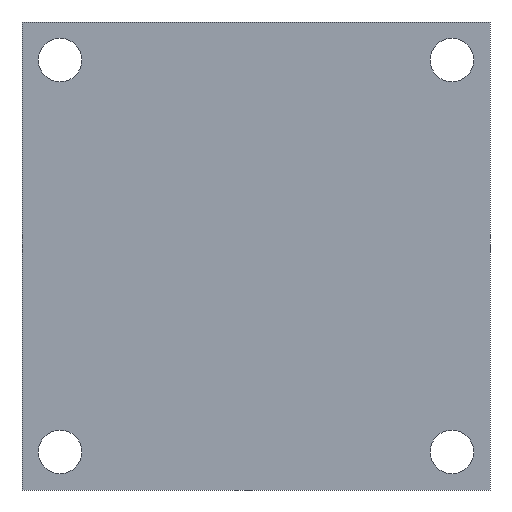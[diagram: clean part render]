
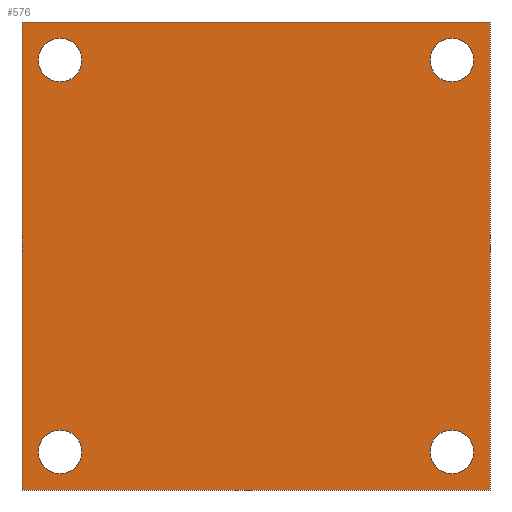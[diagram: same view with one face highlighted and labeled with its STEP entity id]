
A CAD part, left-side view. The second image highlights one B-rep face of the part: STEP entity #576.
In plain terms, the highlighted planar face has unit normal (-1, 0, 0).
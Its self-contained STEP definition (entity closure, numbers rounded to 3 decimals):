
#1=CARTESIAN_POINT('',(0.,18.,18.));
#2=DIRECTION('',(-1.,0.,0.));
#3=DIRECTION('',(0.,-1.,0.));
#4=AXIS2_PLACEMENT_3D('',#1,#2,#3);
#6=CARTESIAN_POINT('',(0.,18.,18.));
#7=DIRECTION('',(-1.,0.,0.));
#8=DIRECTION('',(0.,1.,0.));
#9=AXIS2_PLACEMENT_3D('',#6,#7,#8);
#11=CARTESIAN_POINT('',(0.,-18.,18.));
#12=DIRECTION('',(-1.,0.,0.));
#13=DIRECTION('',(0.,-1.,0.));
#14=AXIS2_PLACEMENT_3D('',#11,#12,#13);
#16=CARTESIAN_POINT('',(0.,-18.,18.));
#17=DIRECTION('',(-1.,0.,0.));
#18=DIRECTION('',(0.,1.,0.));
#19=AXIS2_PLACEMENT_3D('',#16,#17,#18);
#21=CARTESIAN_POINT('',(0.,-18.,-18.));
#22=DIRECTION('',(-1.,0.,0.));
#23=DIRECTION('',(0.,-1.,0.));
#24=AXIS2_PLACEMENT_3D('',#21,#22,#23);
#26=CARTESIAN_POINT('',(0.,-18.,-18.));
#27=DIRECTION('',(-1.,0.,0.));
#28=DIRECTION('',(0.,1.,0.));
#29=AXIS2_PLACEMENT_3D('',#26,#27,#28);
#31=CARTESIAN_POINT('',(0.,18.,-18.));
#32=DIRECTION('',(-1.,0.,0.));
#33=DIRECTION('',(0.,-1.,0.));
#34=AXIS2_PLACEMENT_3D('',#31,#32,#33);
#36=CARTESIAN_POINT('',(0.,18.,-18.));
#37=DIRECTION('',(-1.,0.,0.));
#38=DIRECTION('',(0.,1.,0.));
#39=AXIS2_PLACEMENT_3D('',#36,#37,#38);
#41=DIRECTION('',(0.,0.,-1.));
#42=VECTOR('',#41,43.);
#43=CARTESIAN_POINT('',(0.,-21.5,21.5));
#44=LINE('',#43,#42);
#45=DIRECTION('',(0.,1.,0.));
#46=VECTOR('',#45,43.);
#47=CARTESIAN_POINT('',(0.,-21.5,-21.5));
#48=LINE('',#47,#46);
#49=DIRECTION('',(0.,0.,1.));
#50=VECTOR('',#49,43.);
#51=CARTESIAN_POINT('',(0.,21.5,-21.5));
#52=LINE('',#51,#50);
#53=DIRECTION('',(0.,-1.,0.));
#54=VECTOR('',#53,43.);
#55=CARTESIAN_POINT('',(0.,21.5,21.5));
#56=LINE('',#55,#54);
#409=CARTESIAN_POINT('',(0.,-21.5,21.5));
#410=CARTESIAN_POINT('',(0.,-21.5,-21.5));
#411=VERTEX_POINT('',#409);
#412=VERTEX_POINT('',#410);
#413=CARTESIAN_POINT('',(0.,21.5,-21.5));
#414=VERTEX_POINT('',#413);
#415=CARTESIAN_POINT('',(0.,21.5,21.5));
#416=VERTEX_POINT('',#415);
#425=CARTESIAN_POINT('',(0.,16.,18.));
#426=CARTESIAN_POINT('',(0.,20.,18.));
#427=VERTEX_POINT('',#425);
#428=VERTEX_POINT('',#426);
#429=CARTESIAN_POINT('',(0.,-20.,18.));
#430=CARTESIAN_POINT('',(0.,-16.,18.));
#431=VERTEX_POINT('',#429);
#432=VERTEX_POINT('',#430);
#433=CARTESIAN_POINT('',(0.,-20.,-18.));
#434=CARTESIAN_POINT('',(0.,-16.,-18.));
#435=VERTEX_POINT('',#433);
#436=VERTEX_POINT('',#434);
#437=CARTESIAN_POINT('',(0.,16.,-18.));
#438=CARTESIAN_POINT('',(0.,20.,-18.));
#439=VERTEX_POINT('',#437);
#440=VERTEX_POINT('',#438);
#537=CARTESIAN_POINT('',(0.,0.,0.));
#538=DIRECTION('',(1.,0.,0.));
#539=DIRECTION('',(0.,-1.,0.));
#540=AXIS2_PLACEMENT_3D('',#537,#538,#539);
#541=PLANE('',#540);
#543=ORIENTED_EDGE('',*,*,#542,.T.);
#545=ORIENTED_EDGE('',*,*,#544,.T.);
#547=ORIENTED_EDGE('',*,*,#546,.T.);
#549=ORIENTED_EDGE('',*,*,#548,.T.);
#550=EDGE_LOOP('',(#543,#545,#547,#549));
#551=FACE_OUTER_BOUND('',#550,.F.);
#553=ORIENTED_EDGE('',*,*,#552,.T.);
#555=ORIENTED_EDGE('',*,*,#554,.T.);
#556=EDGE_LOOP('',(#553,#555));
#557=FACE_BOUND('',#556,.F.);
#559=ORIENTED_EDGE('',*,*,#558,.T.);
#561=ORIENTED_EDGE('',*,*,#560,.T.);
#562=EDGE_LOOP('',(#559,#561));
#563=FACE_BOUND('',#562,.F.);
#565=ORIENTED_EDGE('',*,*,#564,.T.);
#567=ORIENTED_EDGE('',*,*,#566,.T.);
#568=EDGE_LOOP('',(#565,#567));
#569=FACE_BOUND('',#568,.F.);
#571=ORIENTED_EDGE('',*,*,#570,.T.);
#573=ORIENTED_EDGE('',*,*,#572,.T.);
#574=EDGE_LOOP('',(#571,#573));
#575=FACE_BOUND('',#574,.F.);
#576=ADVANCED_FACE('',(#551,#557,#563,#569,#575),#541,.F.);
#5=CIRCLE('',#4,2.);
#10=CIRCLE('',#9,2.);
#15=CIRCLE('',#14,2.);
#20=CIRCLE('',#19,2.);
#25=CIRCLE('',#24,2.);
#30=CIRCLE('',#29,2.);
#35=CIRCLE('',#34,2.);
#40=CIRCLE('',#39,2.);
#542=EDGE_CURVE('',#411,#412,#44,.T.);
#544=EDGE_CURVE('',#412,#414,#48,.T.);
#546=EDGE_CURVE('',#414,#416,#52,.T.);
#548=EDGE_CURVE('',#416,#411,#56,.T.);
#552=EDGE_CURVE('',#431,#432,#15,.T.);
#554=EDGE_CURVE('',#432,#431,#20,.T.);
#558=EDGE_CURVE('',#435,#436,#25,.T.);
#560=EDGE_CURVE('',#436,#435,#30,.T.);
#564=EDGE_CURVE('',#439,#440,#35,.T.);
#566=EDGE_CURVE('',#440,#439,#40,.T.);
#570=EDGE_CURVE('',#427,#428,#5,.T.);
#572=EDGE_CURVE('',#428,#427,#10,.T.);
